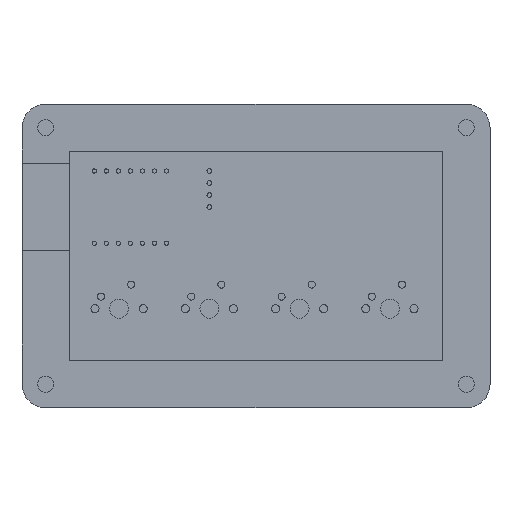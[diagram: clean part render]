
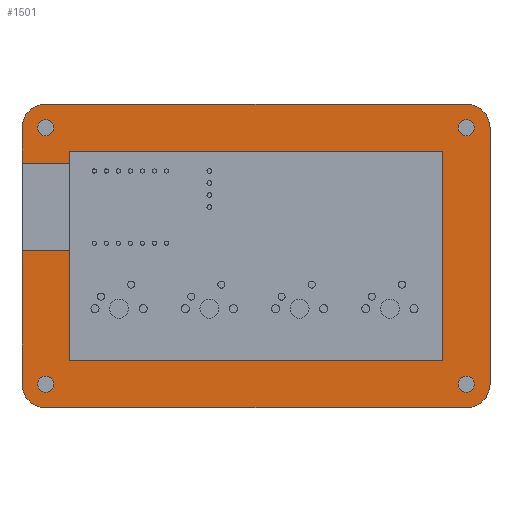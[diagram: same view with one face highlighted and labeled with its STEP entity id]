
A CAD part, top view. The second image highlights one B-rep face of the part: STEP entity #1501.
In plain terms, the highlighted planar face has unit normal (0, 0, 1).
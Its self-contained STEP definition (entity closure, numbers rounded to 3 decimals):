
#157=FACE_BOUND('',#466,.T.);
#158=FACE_BOUND('',#467,.T.);
#159=FACE_BOUND('',#468,.T.);
#160=FACE_BOUND('',#469,.T.);
#241=CIRCLE('',#1684,5.);
#243=CIRCLE('',#1688,5.);
#244=CIRCLE('',#1689,5.);
#245=CIRCLE('',#1690,5.);
#246=CIRCLE('',#1691,1.7);
#247=CIRCLE('',#1692,1.7);
#248=CIRCLE('',#1693,1.7);
#249=CIRCLE('',#1694,1.7);
#311=FACE_OUTER_BOUND('',#465,.T.);
#465=EDGE_LOOP('',(#1291,#1292,#1293,#1294,#1295,#1296,#1297,#1298,#1299,
#1300,#1301,#1302,#1303,#1304,#1305,#1306));
#466=EDGE_LOOP('',(#1307));
#467=EDGE_LOOP('',(#1308));
#468=EDGE_LOOP('',(#1309));
#469=EDGE_LOOP('',(#1310));
#557=LINE('',#2481,#655);
#560=LINE('',#2487,#658);
#561=LINE('',#2489,#659);
#562=LINE('',#2491,#660);
#563=LINE('',#2493,#661);
#564=LINE('',#2495,#662);
#565=LINE('',#2497,#663);
#566=LINE('',#2499,#664);
#567=LINE('',#2501,#665);
#568=LINE('',#2503,#666);
#569=LINE('',#2507,#667);
#570=LINE('',#2511,#668);
#655=VECTOR('',#2053,10.);
#658=VECTOR('',#2058,10.);
#659=VECTOR('',#2059,10.);
#660=VECTOR('',#2060,10.);
#661=VECTOR('',#2061,10.);
#662=VECTOR('',#2062,10.);
#663=VECTOR('',#2063,10.);
#664=VECTOR('',#2064,10.);
#665=VECTOR('',#2065,10.);
#666=VECTOR('',#2066,10.);
#667=VECTOR('',#2069,10.);
#668=VECTOR('',#2072,10.);
#785=VERTEX_POINT('',#2471);
#786=VERTEX_POINT('',#2472);
#789=VERTEX_POINT('',#2480);
#791=VERTEX_POINT('',#2486);
#792=VERTEX_POINT('',#2488);
#793=VERTEX_POINT('',#2490);
#794=VERTEX_POINT('',#2492);
#795=VERTEX_POINT('',#2494);
#796=VERTEX_POINT('',#2496);
#797=VERTEX_POINT('',#2498);
#798=VERTEX_POINT('',#2500);
#799=VERTEX_POINT('',#2502);
#800=VERTEX_POINT('',#2504);
#801=VERTEX_POINT('',#2506);
#802=VERTEX_POINT('',#2508);
#803=VERTEX_POINT('',#2510);
#804=VERTEX_POINT('',#2513);
#805=VERTEX_POINT('',#2515);
#806=VERTEX_POINT('',#2517);
#807=VERTEX_POINT('',#2519);
#959=EDGE_CURVE('',#785,#786,#241,.T.);
#963=EDGE_CURVE('',#789,#786,#557,.T.);
#966=EDGE_CURVE('',#785,#791,#560,.T.);
#967=EDGE_CURVE('',#791,#792,#561,.T.);
#968=EDGE_CURVE('',#792,#793,#562,.T.);
#969=EDGE_CURVE('',#793,#794,#563,.T.);
#970=EDGE_CURVE('',#794,#795,#564,.T.);
#971=EDGE_CURVE('',#795,#796,#565,.T.);
#972=EDGE_CURVE('',#796,#797,#566,.T.);
#973=EDGE_CURVE('',#797,#798,#567,.T.);
#974=EDGE_CURVE('',#798,#799,#568,.T.);
#975=EDGE_CURVE('',#800,#799,#243,.T.);
#976=EDGE_CURVE('',#800,#801,#569,.T.);
#977=EDGE_CURVE('',#802,#801,#244,.T.);
#978=EDGE_CURVE('',#802,#803,#570,.T.);
#979=EDGE_CURVE('',#789,#803,#245,.T.);
#980=EDGE_CURVE('',#804,#804,#246,.T.);
#981=EDGE_CURVE('',#805,#805,#247,.T.);
#982=EDGE_CURVE('',#806,#806,#248,.T.);
#983=EDGE_CURVE('',#807,#807,#249,.T.);
#1291=ORIENTED_EDGE('',*,*,#959,.F.);
#1292=ORIENTED_EDGE('',*,*,#966,.T.);
#1293=ORIENTED_EDGE('',*,*,#967,.T.);
#1294=ORIENTED_EDGE('',*,*,#968,.T.);
#1295=ORIENTED_EDGE('',*,*,#969,.T.);
#1296=ORIENTED_EDGE('',*,*,#970,.T.);
#1297=ORIENTED_EDGE('',*,*,#971,.T.);
#1298=ORIENTED_EDGE('',*,*,#972,.T.);
#1299=ORIENTED_EDGE('',*,*,#973,.T.);
#1300=ORIENTED_EDGE('',*,*,#974,.T.);
#1301=ORIENTED_EDGE('',*,*,#975,.F.);
#1302=ORIENTED_EDGE('',*,*,#976,.T.);
#1303=ORIENTED_EDGE('',*,*,#977,.F.);
#1304=ORIENTED_EDGE('',*,*,#978,.T.);
#1305=ORIENTED_EDGE('',*,*,#979,.F.);
#1306=ORIENTED_EDGE('',*,*,#963,.T.);
#1307=ORIENTED_EDGE('',*,*,#980,.T.);
#1308=ORIENTED_EDGE('',*,*,#981,.T.);
#1309=ORIENTED_EDGE('',*,*,#982,.T.);
#1310=ORIENTED_EDGE('',*,*,#983,.T.);
#1434=PLANE('',#1687);
#1501=ADVANCED_FACE('',(#311,#157,#158,#159,#160),#1434,.T.);
#1684=AXIS2_PLACEMENT_3D('',#2473,#2045,#2046);
#1687=AXIS2_PLACEMENT_3D('',#2485,#2056,#2057);
#1688=AXIS2_PLACEMENT_3D('',#2505,#2067,#2068);
#1689=AXIS2_PLACEMENT_3D('',#2509,#2070,#2071);
#1690=AXIS2_PLACEMENT_3D('',#2512,#2073,#2074);
#1691=AXIS2_PLACEMENT_3D('',#2514,#2075,#2076);
#1692=AXIS2_PLACEMENT_3D('',#2516,#2077,#2078);
#1693=AXIS2_PLACEMENT_3D('',#2518,#2079,#2080);
#1694=AXIS2_PLACEMENT_3D('',#2520,#2081,#2082);
#2045=DIRECTION('center_axis',(0.,0.,-1.));
#2046=DIRECTION('ref_axis',(-0.707,0.707,0.));
#2053=DIRECTION('',(-1.,0.,0.));
#2056=DIRECTION('center_axis',(0.,0.,1.));
#2057=DIRECTION('ref_axis',(1.,0.,0.));
#2058=DIRECTION('',(0.,-1.,0.));
#2059=DIRECTION('',(1.,0.,0.));
#2060=DIRECTION('',(0.,1.,0.));
#2061=DIRECTION('',(1.,0.,0.));
#2062=DIRECTION('',(0.,-1.,0.));
#2063=DIRECTION('',(-1.,0.,0.));
#2064=DIRECTION('',(0.,1.,0.));
#2065=DIRECTION('',(-1.,0.,0.));
#2066=DIRECTION('',(0.,-1.,0.));
#2067=DIRECTION('center_axis',(0.,0.,-1.));
#2068=DIRECTION('ref_axis',(-0.707,-0.707,0.));
#2069=DIRECTION('',(1.,0.,0.));
#2070=DIRECTION('center_axis',(0.,0.,-1.));
#2071=DIRECTION('ref_axis',(0.707,-0.707,0.));
#2072=DIRECTION('',(0.,1.,0.));
#2073=DIRECTION('center_axis',(0.,0.,-1.));
#2074=DIRECTION('ref_axis',(0.707,0.707,0.));
#2075=DIRECTION('center_axis',(0.,0.,-1.));
#2076=DIRECTION('ref_axis',(1.,0.,0.));
#2077=DIRECTION('center_axis',(0.,0.,-1.));
#2078=DIRECTION('ref_axis',(1.,0.,0.));
#2079=DIRECTION('center_axis',(0.,0.,-1.));
#2080=DIRECTION('ref_axis',(1.,0.,0.));
#2081=DIRECTION('center_axis',(0.,0.,-1.));
#2082=DIRECTION('ref_axis',(1.,0.,0.));
#2471=CARTESIAN_POINT('',(-49.37,27.035,13.));
#2472=CARTESIAN_POINT('',(-44.37,32.035,13.));
#2473=CARTESIAN_POINT('Origin',(-44.37,27.035,13.));
#2480=CARTESIAN_POINT('',(44.37,32.035,13.));
#2481=CARTESIAN_POINT('',(49.37,32.035,13.));
#2485=CARTESIAN_POINT('Origin',(-44.37,-27.035,13.));
#2486=CARTESIAN_POINT('',(-49.37,19.585,13.));
#2487=CARTESIAN_POINT('',(-49.37,32.035,13.));
#2488=CARTESIAN_POINT('',(-39.37,19.585,13.));
#2489=CARTESIAN_POINT('',(-46.87,19.585,13.));
#2490=CARTESIAN_POINT('',(-39.37,22.035,13.));
#2491=CARTESIAN_POINT('',(-39.37,22.035,13.));
#2492=CARTESIAN_POINT('',(39.37,22.035,13.));
#2493=CARTESIAN_POINT('',(39.37,22.035,13.));
#2494=CARTESIAN_POINT('',(39.37,-22.035,13.));
#2495=CARTESIAN_POINT('',(39.37,-22.035,13.));
#2496=CARTESIAN_POINT('',(-39.37,-22.035,13.));
#2497=CARTESIAN_POINT('',(-39.37,-22.035,13.));
#2498=CARTESIAN_POINT('',(-39.37,1.085,13.));
#2499=CARTESIAN_POINT('',(-39.37,22.035,13.));
#2500=CARTESIAN_POINT('',(-49.37,1.085,13.));
#2501=CARTESIAN_POINT('',(-41.87,1.085,13.));
#2502=CARTESIAN_POINT('',(-49.37,-27.035,13.));
#2503=CARTESIAN_POINT('',(-49.37,32.035,13.));
#2504=CARTESIAN_POINT('',(-44.37,-32.035,13.));
#2505=CARTESIAN_POINT('Origin',(-44.37,-27.035,13.));
#2506=CARTESIAN_POINT('',(44.37,-32.035,13.));
#2507=CARTESIAN_POINT('',(-49.37,-32.035,13.));
#2508=CARTESIAN_POINT('',(49.37,-27.035,13.));
#2509=CARTESIAN_POINT('Origin',(44.37,-27.035,13.));
#2510=CARTESIAN_POINT('',(49.37,27.035,13.));
#2511=CARTESIAN_POINT('',(49.37,-32.035,13.));
#2512=CARTESIAN_POINT('Origin',(44.37,27.035,13.));
#2513=CARTESIAN_POINT('',(-46.07,-27.035,13.));
#2514=CARTESIAN_POINT('Origin',(-44.37,-27.035,13.));
#2515=CARTESIAN_POINT('',(42.67,-27.035,13.));
#2516=CARTESIAN_POINT('Origin',(44.37,-27.035,13.));
#2517=CARTESIAN_POINT('',(42.67,27.035,13.));
#2518=CARTESIAN_POINT('Origin',(44.37,27.035,13.));
#2519=CARTESIAN_POINT('',(-46.07,27.035,13.));
#2520=CARTESIAN_POINT('Origin',(-44.37,27.035,13.));
